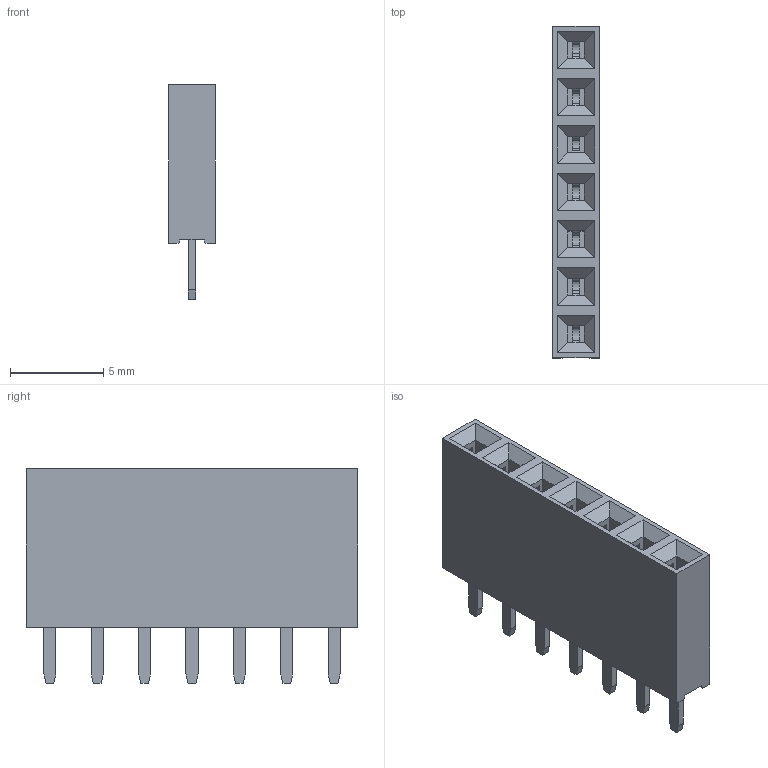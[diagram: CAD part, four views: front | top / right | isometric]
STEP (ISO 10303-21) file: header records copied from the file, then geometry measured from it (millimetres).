
FILE_DESCRIPTION(('FreeCAD Model'),'2;1');
FILE_NAME('Open CASCADE Shape Model','2023-05-12T02:55:04',( 'kicad StepUp'),('ksu MCAD'),'Open CASCADE STEP processor 7.6', 'FreeCAD','Unknown');
FILE_SCHEMA(('AUTOMOTIVE_DESIGN { 1 0 10303 214 1 1 1 1 }'));
Length unit declared in the file: millimetre
Products named in the file (9): Female_Header_1x7_P2.54_H8.5_straight; Pin_One008; Epoxy_Body008; Body060; Body061; Body062; Body063; Body064; Body065
Assembly tree (8 placements, depth 2):
  Female_Header_1x7_P2.54_H8.5_straight
    Pin_One008
    Epoxy_Body008
    Body060
    Body061
    Body062
    Body063
    Body064
    Body065
Bounding box: 2.5 x 17.78 x 11.5 mm (x, y, z)
Volume: 327 mm3; surface area: 980 mm2
Topology: 8 solids, 8 shells, 292 faces, 814 edges, 538 vertices
Faces by surface type: plane 213, cylinder 51, bspline 28
Entity records: 9485 total; most frequent: CARTESIAN_POINT 1765, ORIENTED_EDGE 1628, DIRECTION 1448, EDGE_CURVE 814, LINE 670, VECTOR 670, VERTEX_POINT 538, AXIS2_PLACEMENT_3D 389
